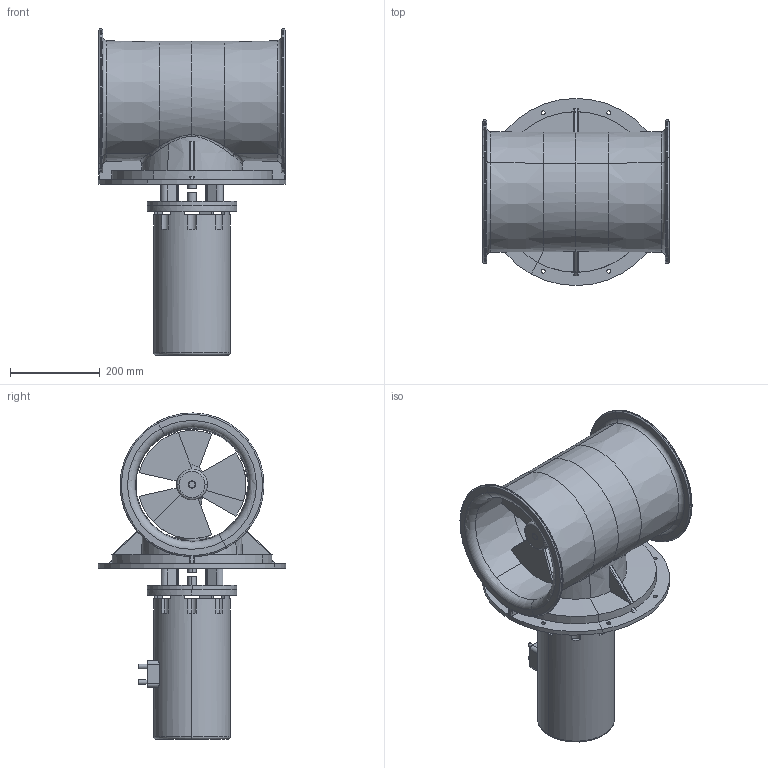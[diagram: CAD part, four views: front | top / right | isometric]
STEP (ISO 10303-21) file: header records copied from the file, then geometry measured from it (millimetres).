
FILE_DESCRIPTION(('CATIA V5 STEP Exchange'),'2;1');
FILE_NAME('stern-pod-ct165-2.stp','2014-11-21T07:34:08+00:00',('none'),('none'),'CATIA Version 5 Release 21 GA (IN-10)','CATIA V5 STEP AP203','none');
FILE_SCHEMA(('CONFIG_CONTROL_DESIGN'));
Length unit declared in the file: millimetre
Products named in the file (1): stern-pod-ct165
Bounding box: 416 x 415.97 x 724.96 mm (x, y, z)
Volume: 14499778.9 mm3; surface area: 1686424.9 mm2
Topology: 5 solids, 7 shells, 543 faces, 1392 edges, 889 vertices
Faces by surface type: cylinder 216, plane 161, cone 58, bspline 52, torus 46, revolution 6, sphere 4
Entity records: 21767 total; most frequent: CARTESIAN_POINT 10422, ORIENTED_EDGE 2760, DIRECTION 1515, EDGE_CURVE 1380, VERTEX_POINT 889, AXIS2_PLACEMENT_3D 800, EDGE_LOOP 619, ADVANCED_FACE 543
